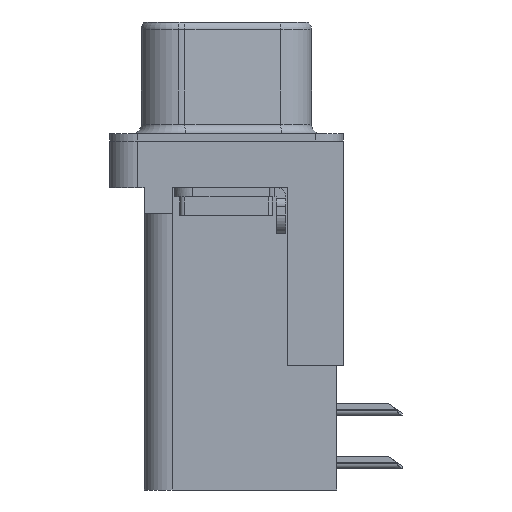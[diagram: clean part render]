
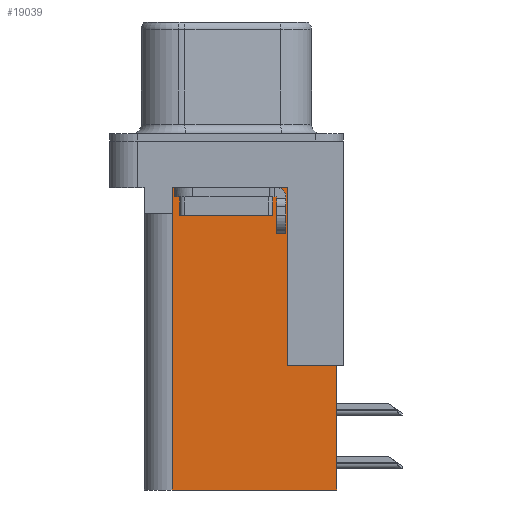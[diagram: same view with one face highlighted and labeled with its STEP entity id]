
A CAD part, left-side view. The second image highlights one B-rep face of the part: STEP entity #19039.
In plain terms, the highlighted planar face has unit normal (-1, 0, 0).
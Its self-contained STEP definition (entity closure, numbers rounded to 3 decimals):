
#601 = ORIENTED_EDGE ( 'NONE', *, *, #21661, .F. ) ;
#617 = ORIENTED_EDGE ( 'NONE', *, *, #23857, .T. ) ;
#810 = VECTOR ( 'NONE', #15655, 1000. ) ;
#833 = LINE ( 'NONE', #21995, #810 ) ;
#942 = CARTESIAN_POINT ( 'NONE',  ( 3.79, -3.295, -18.76 ) ) ;
#1374 = VECTOR ( 'NONE', #10872, 1000. ) ;
#1460 = LINE ( 'NONE', #19374, #1374 ) ;
#1806 = CARTESIAN_POINT ( 'NONE',  ( 3.79, 2.895, -3.9 ) ) ;
#1837 = DIRECTION ( 'NONE',  ( 0., 1., 0. ) ) ;
#2340 = DIRECTION ( 'NONE',  ( 0., 0., 1. ) ) ;
#2580 = VERTEX_POINT ( 'NONE', #1806 ) ;
#2943 = VERTEX_POINT ( 'NONE', #8642 ) ;
#3114 = DIRECTION ( 'NONE',  ( 0., 0., 1. ) ) ;
#3202 = VECTOR ( 'NONE', #17930, 1000. ) ;
#3257 = LINE ( 'NONE', #16618, #3202 ) ;
#3676 = CARTESIAN_POINT ( 'NONE',  ( 3.79, -6.295, -12.05 ) ) ;
#5084 = ORIENTED_EDGE ( 'NONE', *, *, #23507, .F. ) ;
#5244 = EDGE_CURVE ( 'NONE', #7975, #11983, #3257, .T. ) ;
#5787 = DIRECTION ( 'NONE',  ( 0., 1., 0. ) ) ;
#6297 = ORIENTED_EDGE ( 'NONE', *, *, #15972, .T. ) ;
#6430 = VECTOR ( 'NONE', #2340, 1000. ) ;
#6509 = LINE ( 'NONE', #6911, #6430 ) ;
#6911 = CARTESIAN_POINT ( 'NONE',  ( 3.79, 2.925, -18.76 ) ) ;
#7975 = VERTEX_POINT ( 'NONE', #13855 ) ;
#8593 = CARTESIAN_POINT ( 'NONE',  ( 3.79, -5.925, -12.05 ) ) ;
#8642 = CARTESIAN_POINT ( 'NONE',  ( 3.79, 2.925, -3.9 ) ) ;
#9297 = DIRECTION ( 'NONE',  ( 1., 0., 0. ) ) ;
#10034 = VERTEX_POINT ( 'NONE', #25601 ) ;
#10872 = DIRECTION ( 'NONE',  ( 0., 1., 0. ) ) ;
#11140 = ORIENTED_EDGE ( 'NONE', *, *, #23322, .F. ) ;
#11154 = VECTOR ( 'NONE', #1837, 1000. ) ;
#11283 = LINE ( 'NONE', #14305, #11154 ) ;
#11407 = CARTESIAN_POINT ( 'NONE',  ( 3.79, 2.895, -3.9 ) ) ;
#11983 = VERTEX_POINT ( 'NONE', #22995 ) ;
#12794 = ORIENTED_EDGE ( 'NONE', *, *, #24216, .T. ) ;
#13855 = CARTESIAN_POINT ( 'NONE',  ( 3.79, -3.295, -2.5 ) ) ;
#14305 = CARTESIAN_POINT ( 'NONE',  ( 3.79, 0., -3.9 ) ) ;
#14311 = AXIS2_PLACEMENT_3D ( 'NONE', #942, #9297, #24041 ) ;
#15393 = EDGE_LOOP ( 'NONE', ( #25255, #6297, #24862, #601, #11140, #5084, #617, #12794 ) ) ;
#15541 = FACE_OUTER_BOUND ( 'NONE', #15393, .T. ) ;
#15655 = DIRECTION ( 'NONE',  ( 0., 0., -1. ) ) ;
#15963 = CARTESIAN_POINT ( 'NONE',  ( 3.79, 2.925, -18.76 ) ) ;
#15972 = EDGE_CURVE ( 'NONE', #11983, #2580, #25817, .T. ) ;
#16618 = CARTESIAN_POINT ( 'NONE',  ( 3.79, -3.295, -2.5 ) ) ;
#17930 = DIRECTION ( 'NONE',  ( 0., 1., 0. ) ) ;
#18336 = CARTESIAN_POINT ( 'NONE',  ( 3.79, -5.925, -18.76 ) ) ;
#18743 = VERTEX_POINT ( 'NONE', #8593 ) ;
#19039 = ADVANCED_FACE ( 'NONE', ( #15541 ), #21999, .F. ) ;
#19374 = CARTESIAN_POINT ( 'NONE',  ( 3.79, -3.295, -18.76 ) ) ;
#20028 = EDGE_CURVE ( 'NONE', #2580, #2943, #11283, .T. ) ;
#21661 = EDGE_CURVE ( 'NONE', #22039, #2943, #6509, .T. ) ;
#21995 = CARTESIAN_POINT ( 'NONE',  ( 3.79, -5.925, -2. ) ) ;
#21999 = PLANE ( 'NONE',  #14311 ) ;
#22039 = VERTEX_POINT ( 'NONE', #15963 ) ;
#22995 = CARTESIAN_POINT ( 'NONE',  ( 3.79, 2.895, -2.5 ) ) ;
#23322 = EDGE_CURVE ( 'NONE', #25167, #22039, #1460, .T. ) ;
#23507 = EDGE_CURVE ( 'NONE', #18743, #25167, #833, .T. ) ;
#23857 = EDGE_CURVE ( 'NONE', #18743, #10034, #26386, .T. ) ;
#24026 = DIRECTION ( 'NONE',  ( 0., 0., -1. ) ) ;
#24041 = DIRECTION ( 'NONE',  ( 0., 1., 0. ) ) ;
#24193 = VECTOR ( 'NONE', #3114, 1000. ) ;
#24216 = EDGE_CURVE ( 'NONE', #10034, #7975, #24571, .T. ) ;
#24571 = LINE ( 'NONE', #25920, #24193 ) ;
#24862 = ORIENTED_EDGE ( 'NONE', *, *, #20028, .T. ) ;
#25167 = VERTEX_POINT ( 'NONE', #18336 ) ;
#25255 = ORIENTED_EDGE ( 'NONE', *, *, #5244, .T. ) ;
#25601 = CARTESIAN_POINT ( 'NONE',  ( 3.79, -3.295, -12.05 ) ) ;
#25676 = VECTOR ( 'NONE', #24026, 1000. ) ;
#25817 = LINE ( 'NONE', #11407, #25676 ) ;
#25920 = CARTESIAN_POINT ( 'NONE',  ( 3.79, -3.295, -18.76 ) ) ;
#26218 = VECTOR ( 'NONE', #5787, 1000. ) ;
#26386 = LINE ( 'NONE', #3676, #26218 ) ;
